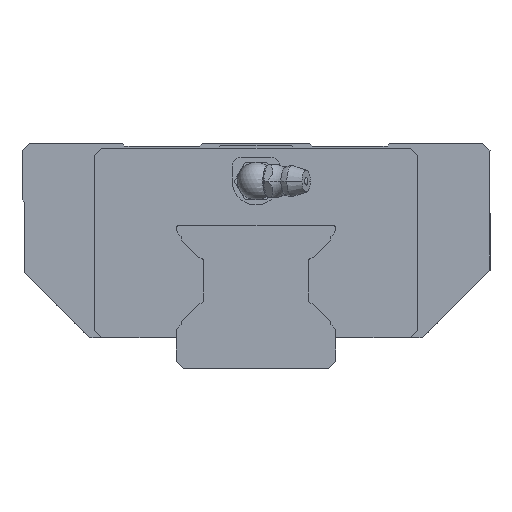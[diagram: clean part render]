
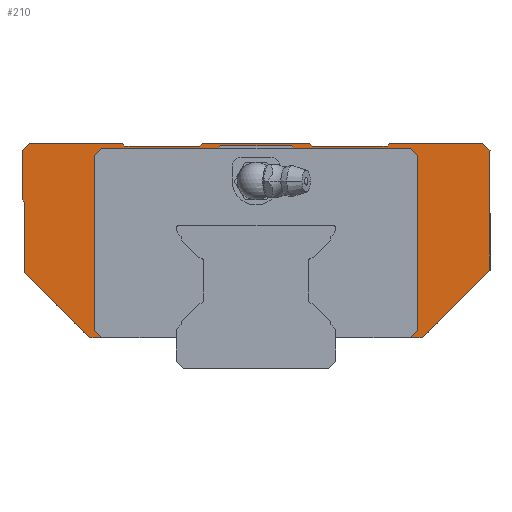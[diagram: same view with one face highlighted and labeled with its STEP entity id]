
A CAD part, front view. The second image highlights one B-rep face of the part: STEP entity #210.
In plain terms, the highlighted planar face has unit normal (0, -1, 0).
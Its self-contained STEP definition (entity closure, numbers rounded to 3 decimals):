
#210=ADVANCED_FACE('',(#529),#530,.F.);
#529=FACE_OUTER_BOUND('',#1124,.T.);
#530=PLANE('',#1125);
#1124=EDGE_LOOP('',(#1997,#1998,#1999,#2000,#2001,#2002,#2003,#2004,#2005,#2006,#2007,#2008,#2009,#2010,#2011,#2012,#2013,#2014,#2015,#2016,#2017,#2018,#2019,#2020,#2021,#2022,#2023,#2024,#2025,#2026));
#1125=AXIS2_PLACEMENT_3D('',#2027,#2028,#2029);
#1997=ORIENTED_EDGE('',*,*,#4169,.F.);
#1998=ORIENTED_EDGE('',*,*,#4170,.T.);
#1999=ORIENTED_EDGE('',*,*,#4171,.T.);
#2000=ORIENTED_EDGE('',*,*,#4172,.T.);
#2001=ORIENTED_EDGE('',*,*,#4173,.T.);
#2002=ORIENTED_EDGE('',*,*,#4174,.T.);
#2003=ORIENTED_EDGE('',*,*,#4175,.T.);
#2004=ORIENTED_EDGE('',*,*,#4176,.T.);
#2005=ORIENTED_EDGE('',*,*,#4177,.T.);
#2006=ORIENTED_EDGE('',*,*,#4178,.T.);
#2007=ORIENTED_EDGE('',*,*,#4179,.T.);
#2008=ORIENTED_EDGE('',*,*,#4180,.T.);
#2009=ORIENTED_EDGE('',*,*,#4181,.F.);
#2010=ORIENTED_EDGE('',*,*,#4182,.T.);
#2011=ORIENTED_EDGE('',*,*,#4183,.F.);
#2012=ORIENTED_EDGE('',*,*,#4184,.F.);
#2013=ORIENTED_EDGE('',*,*,#4185,.F.);
#2014=ORIENTED_EDGE('',*,*,#4186,.F.);
#2015=ORIENTED_EDGE('',*,*,#4125,.F.);
#2016=ORIENTED_EDGE('',*,*,#4187,.F.);
#2017=ORIENTED_EDGE('',*,*,#4168,.F.);
#2018=ORIENTED_EDGE('',*,*,#4188,.F.);
#2019=ORIENTED_EDGE('',*,*,#4189,.F.);
#2020=ORIENTED_EDGE('',*,*,#4190,.F.);
#2021=ORIENTED_EDGE('',*,*,#4191,.F.);
#2022=ORIENTED_EDGE('',*,*,#4192,.F.);
#2023=ORIENTED_EDGE('',*,*,#4193,.F.);
#2024=ORIENTED_EDGE('',*,*,#4194,.F.);
#2025=ORIENTED_EDGE('',*,*,#4195,.F.);
#2026=ORIENTED_EDGE('',*,*,#4196,.F.);
#2027=CARTESIAN_POINT('',(50.,0.,48.0));
#2028=DIRECTION('',(0.0,1.0,0.0));
#2029=DIRECTION('',(1.0,0.0,0.0));
#4125=EDGE_CURVE('',#4972,#4968,#4974,.T.);
#4168=EDGE_CURVE('',#5046,#5042,#5048,.T.);
#4169=EDGE_CURVE('',#5049,#5050,#5051,.T.);
#4170=EDGE_CURVE('',#5049,#5052,#5053,.T.);
#4171=EDGE_CURVE('',#5052,#5054,#5055,.T.);
#4172=EDGE_CURVE('',#5054,#5056,#5057,.T.);
#4173=EDGE_CURVE('',#5056,#5058,#5059,.T.);
#4174=EDGE_CURVE('',#5058,#5060,#5061,.T.);
#4175=EDGE_CURVE('',#5060,#5062,#5063,.T.);
#4176=EDGE_CURVE('',#5062,#5064,#5065,.T.);
#4177=EDGE_CURVE('',#5064,#5066,#5067,.T.);
#4178=EDGE_CURVE('',#5066,#5068,#5069,.T.);
#4179=EDGE_CURVE('',#5068,#5070,#5071,.T.);
#4180=EDGE_CURVE('',#5070,#5072,#5073,.T.);
#4181=EDGE_CURVE('',#5074,#5072,#5075,.T.);
#4182=EDGE_CURVE('',#5074,#5076,#5077,.T.);
#4183=EDGE_CURVE('',#5078,#5076,#5079,.T.);
#4184=EDGE_CURVE('',#5080,#5078,#5081,.T.);
#4185=EDGE_CURVE('',#5082,#5080,#5083,.T.);
#4186=EDGE_CURVE('',#4968,#5082,#5084,.T.);
#4187=EDGE_CURVE('',#5042,#4972,#5085,.T.);
#4188=EDGE_CURVE('',#5086,#5046,#5087,.T.);
#4189=EDGE_CURVE('',#5088,#5086,#5089,.T.);
#4190=EDGE_CURVE('',#5090,#5088,#5091,.T.);
#4191=EDGE_CURVE('',#5092,#5090,#5093,.T.);
#4192=EDGE_CURVE('',#5094,#5092,#5095,.T.);
#4193=EDGE_CURVE('',#5096,#5094,#5097,.T.);
#4194=EDGE_CURVE('',#5098,#5096,#5099,.T.);
#4195=EDGE_CURVE('',#5100,#5098,#5101,.T.);
#4196=EDGE_CURVE('',#5050,#5100,#5102,.T.);
#4968=VERTEX_POINT('',#6264);
#4972=VERTEX_POINT('',#6270);
#4974=LINE('',#6273,#6274);
#5042=VERTEX_POINT('',#6369);
#5046=VERTEX_POINT('',#6375);
#5048=LINE('',#6378,#6379);
#5049=VERTEX_POINT('',#6380);
#5050=VERTEX_POINT('',#6381);
#5051=LINE('',#6382,#6383);
#5052=VERTEX_POINT('',#6384);
#5053=LINE('',#6385,#6386);
#5054=VERTEX_POINT('',#6387);
#5055=LINE('',#6388,#6389);
#5056=VERTEX_POINT('',#6390);
#5057=LINE('',#6391,#6392);
#5058=VERTEX_POINT('',#6393);
#5059=LINE('',#6394,#6395);
#5060=VERTEX_POINT('',#6396);
#5061=LINE('',#6397,#6398);
#5062=VERTEX_POINT('',#6399);
#5063=LINE('',#6400,#6401);
#5064=VERTEX_POINT('',#6402);
#5065=LINE('',#6403,#6404);
#5066=VERTEX_POINT('',#6405);
#5067=LINE('',#6406,#6407);
#5068=VERTEX_POINT('',#6408);
#5069=LINE('',#6409,#6410);
#5070=VERTEX_POINT('',#6411);
#5071=LINE('',#6412,#6413);
#5072=VERTEX_POINT('',#6414);
#5073=LINE('',#6415,#6416);
#5074=VERTEX_POINT('',#6417);
#5075=LINE('',#6418,#6419);
#5076=VERTEX_POINT('',#6420);
#5077=LINE('',#6421,#6422);
#5078=VERTEX_POINT('',#6423);
#5079=LINE('',#6424,#6425);
#5080=VERTEX_POINT('',#6426);
#5081=LINE('',#6427,#6428);
#5082=VERTEX_POINT('',#6429);
#5083=LINE('',#6430,#6431);
#5084=LINE('',#6432,#6433);
#5085=LINE('',#6434,#6435);
#5086=VERTEX_POINT('',#6436);
#5087=LINE('',#6437,#6438);
#5088=VERTEX_POINT('',#6439);
#5089=LINE('',#6440,#6441);
#5090=VERTEX_POINT('',#6442);
#5091=LINE('',#6443,#6444);
#5092=VERTEX_POINT('',#6445);
#5093=LINE('',#6446,#6447);
#5094=VERTEX_POINT('',#6448);
#5095=LINE('',#6449,#6450);
#5096=VERTEX_POINT('',#6451);
#5097=LINE('',#6452,#6453);
#5098=VERTEX_POINT('',#6454);
#5099=LINE('',#6455,#6456);
#5100=VERTEX_POINT('',#6457);
#5101=LINE('',#6458,#6459);
#5102=LINE('',#6460,#6461);
#6264=CARTESIAN_POINT('',(28.,0.,47.5));
#6270=CARTESIAN_POINT('',(12.,0.,47.5));
#6273=CARTESIAN_POINT('',(12.,0.,47.5));
#6274=VECTOR('',#8086,1000.0);
#6369=CARTESIAN_POINT('',(11.5,0.,48.0));
#6375=CARTESIAN_POINT('',(-11.5,0.,48.0));
#6378=CARTESIAN_POINT('',(-11.5,0.,48.0));
#6379=VECTOR('',#8153,1000.0);
#6380=CARTESIAN_POINT('',(-33.,0.,6.5));
#6381=CARTESIAN_POINT('',(-35.5,0.,6.5));
#6382=CARTESIAN_POINT('',(35.5,0.,6.5));
#6383=VECTOR('',#8154,1000.0);
#6384=CARTESIAN_POINT('',(-34.5,0.0,8.0));
#6385=CARTESIAN_POINT('',(-33.,0.0,6.5));
#6386=VECTOR('',#8155,1000.0);
#6387=CARTESIAN_POINT('',(-34.5,0.0,45.5));
#6388=CARTESIAN_POINT('',(-34.5,0.0,8.0));
#6389=VECTOR('',#8156,1000.0);
#6390=CARTESIAN_POINT('',(-33.,0.0,47.0));
#6391=CARTESIAN_POINT('',(-34.5,0.0,45.5));
#6392=VECTOR('',#8157,1000.0);
#6393=CARTESIAN_POINT('',(-8.1,0.0,47.0));
#6394=CARTESIAN_POINT('',(-33.,0.0,47.0));
#6395=VECTOR('',#8158,1000.0);
#6396=CARTESIAN_POINT('',(-7.5,0.0,47.6));
#6397=CARTESIAN_POINT('',(-8.1,0.0,47.0));
#6398=VECTOR('',#8159,1000.0);
#6399=CARTESIAN_POINT('',(7.5,0.0,47.6));
#6400=CARTESIAN_POINT('',(-7.5,0.0,47.6));
#6401=VECTOR('',#8160,1000.0);
#6402=CARTESIAN_POINT('',(8.1,0.0,47.0));
#6403=CARTESIAN_POINT('',(7.5,0.0,47.6));
#6404=VECTOR('',#8161,1000.0);
#6405=CARTESIAN_POINT('',(33.0,0.0,47.0));
#6406=CARTESIAN_POINT('',(8.1,0.0,47.0));
#6407=VECTOR('',#8162,1000.0);
#6408=CARTESIAN_POINT('',(34.5,0.0,45.5));
#6409=CARTESIAN_POINT('',(33.0,0.0,47.0));
#6410=VECTOR('',#8163,1000.0);
#6411=CARTESIAN_POINT('',(34.5,0.0,8.0));
#6412=CARTESIAN_POINT('',(34.5,0.0,45.5));
#6413=VECTOR('',#8164,1000.0);
#6414=CARTESIAN_POINT('',(33.0,0.,6.5));
#6415=CARTESIAN_POINT('',(34.5,0.0,8.0));
#6416=VECTOR('',#8165,1000.0);
#6417=CARTESIAN_POINT('',(35.5,0.,6.5));
#6418=CARTESIAN_POINT('',(35.5,0.,6.5));
#6419=VECTOR('',#8166,1000.0);
#6420=CARTESIAN_POINT('',(50.,0.,21.));
#6421=CARTESIAN_POINT('',(35.5,0.,6.5));
#6422=VECTOR('',#8167,1000.0);
#6423=CARTESIAN_POINT('',(50.,0.,46.5));
#6424=CARTESIAN_POINT('',(50.,0.,46.5));
#6425=VECTOR('',#8168,1000.0);
#6426=CARTESIAN_POINT('',(48.5,0.,48.0));
#6427=CARTESIAN_POINT('',(48.5,0.,48.0));
#6428=VECTOR('',#8169,1000.0);
#6429=CARTESIAN_POINT('',(28.5,0.,48.0));
#6430=CARTESIAN_POINT('',(28.5,0.,48.0));
#6431=VECTOR('',#8170,1000.0);
#6432=CARTESIAN_POINT('',(28.,0.,47.5));
#6433=VECTOR('',#8171,1000.0);
#6434=CARTESIAN_POINT('',(11.5,0.,48.0));
#6435=VECTOR('',#8172,1000.0);
#6436=CARTESIAN_POINT('',(-12.,0.,47.5));
#6437=CARTESIAN_POINT('',(-12.,0.,47.5));
#6438=VECTOR('',#8173,1000.0);
#6439=CARTESIAN_POINT('',(-28.,0.,47.5));
#6440=CARTESIAN_POINT('',(-28.,0.,47.5));
#6441=VECTOR('',#8174,1000.0);
#6442=CARTESIAN_POINT('',(-28.5,0.,48.0));
#6443=CARTESIAN_POINT('',(-28.5,0.,48.0));
#6444=VECTOR('',#8175,1000.0);
#6445=CARTESIAN_POINT('',(-48.5,0.,48.0));
#6446=CARTESIAN_POINT('',(-48.5,0.,48.0));
#6447=VECTOR('',#8176,1000.0);
#6448=CARTESIAN_POINT('',(-50.,0.,46.5));
#6449=CARTESIAN_POINT('',(-50.,0.,46.5));
#6450=VECTOR('',#8177,1000.0);
#6451=CARTESIAN_POINT('',(-50.,0.,36.));
#6452=CARTESIAN_POINT('',(-50.,0.,36.));
#6453=VECTOR('',#8178,1000.0);
#6454=CARTESIAN_POINT('',(-49.5,0.,35.5));
#6455=CARTESIAN_POINT('',(-49.5,0.,35.5));
#6456=VECTOR('',#8179,1000.0);
#6457=CARTESIAN_POINT('',(-49.5,0.,20.5));
#6458=CARTESIAN_POINT('',(-49.5,0.,20.5));
#6459=VECTOR('',#8180,1000.0);
#6460=CARTESIAN_POINT('',(-35.5,0.,6.5));
#6461=VECTOR('',#8181,1000.0);
#8086=DIRECTION('',(1.0,0.0,0.0));
#8153=DIRECTION('',(1.0,0.0,0.0));
#8154=DIRECTION('',(-1.0,0.0,0.0));
#8155=DIRECTION('',(-0.707,0.0,0.707));
#8156=DIRECTION('',(0.0,0.0,1.0));
#8157=DIRECTION('',(0.707,0.0,0.707));
#8158=DIRECTION('',(1.0,0.0,0.0));
#8159=DIRECTION('',(0.707,0.0,0.707));
#8160=DIRECTION('',(1.0,0.0,0.0));
#8161=DIRECTION('',(0.707,0.0,-0.707));
#8162=DIRECTION('',(1.0,0.0,0.0));
#8163=DIRECTION('',(0.707,0.0,-0.707));
#8164=DIRECTION('',(0.0,0.0,-1.0));
#8165=DIRECTION('',(-0.707,0.0,-0.707));
#8166=DIRECTION('',(-1.0,0.0,0.0));
#8167=DIRECTION('',(0.707,0.0,0.707));
#8168=DIRECTION('',(0.0,0.0,-1.0));
#8169=DIRECTION('',(0.707,0.0,-0.707));
#8170=DIRECTION('',(1.0,0.0,0.0));
#8171=DIRECTION('',(0.707,0.0,0.707));
#8172=DIRECTION('',(0.707,0.0,-0.707));
#8173=DIRECTION('',(0.707,0.0,0.707));
#8174=DIRECTION('',(1.0,0.0,0.0));
#8175=DIRECTION('',(0.707,0.0,-0.707));
#8176=DIRECTION('',(1.0,0.0,0.0));
#8177=DIRECTION('',(0.707,0.0,0.707));
#8178=DIRECTION('',(0.0,0.0,1.0));
#8179=DIRECTION('',(-0.707,0.0,0.707));
#8180=DIRECTION('',(0.,0.0,1.0));
#8181=DIRECTION('',(-0.707,0.0,0.707));
